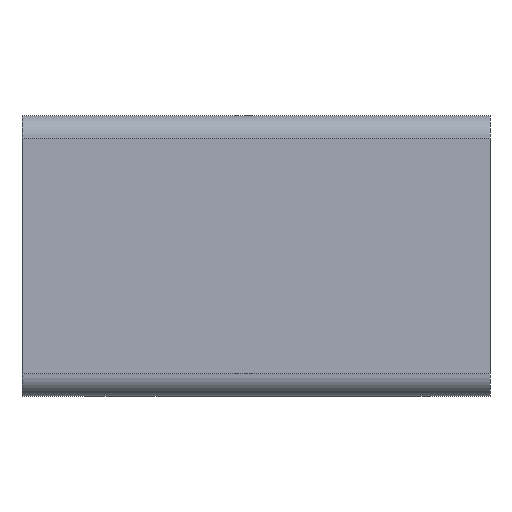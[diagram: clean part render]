
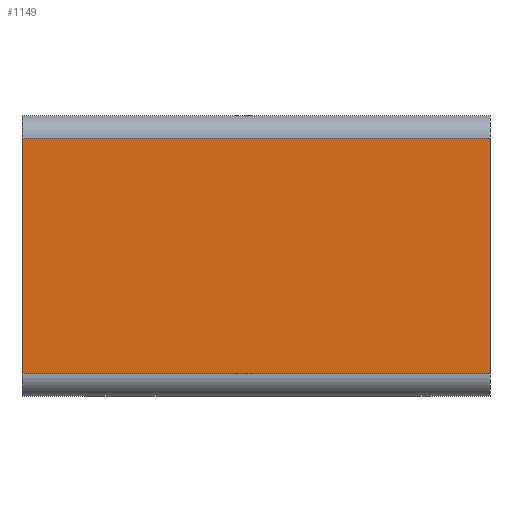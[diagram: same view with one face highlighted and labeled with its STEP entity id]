
A CAD part, front view. The second image highlights one B-rep face of the part: STEP entity #1149.
In plain terms, the highlighted planar face has unit normal (0, -1, 0).
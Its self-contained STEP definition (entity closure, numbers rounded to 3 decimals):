
#32 = PLANE('',#33);
#33 = AXIS2_PLACEMENT_3D('',#34,#35,#36);
#34 = CARTESIAN_POINT('',(-12.5,60.,0.));
#35 = DIRECTION('',(1.,0.,-0.));
#36 = DIRECTION('',(0.,-1.,0.));
#742 = VERTEX_POINT('',#743);
#743 = CARTESIAN_POINT('',(-12.5,-62.,13.8));
#762 = CYLINDRICAL_SURFACE('',#763,1.2);
#763 = AXIS2_PLACEMENT_3D('',#764,#765,#766);
#764 = CARTESIAN_POINT('',(-12.5,-60.8,13.8));
#765 = DIRECTION('',(1.,0.,0.));
#766 = DIRECTION('',(0.,-1.,-0.));
#774 = EDGE_CURVE('',#775,#742,#777,.T.);
#775 = VERTEX_POINT('',#776);
#776 = CARTESIAN_POINT('',(-12.5,-62.,1.2));
#777 = SURFACE_CURVE('',#778,(#782,#789),.PCURVE_S1.);
#778 = LINE('',#779,#780);
#779 = CARTESIAN_POINT('',(-12.5,-62.,0.));
#780 = VECTOR('',#781,1.);
#781 = DIRECTION('',(0.,0.,1.));
#782 = PCURVE('',#32,#783);
#783 = DEFINITIONAL_REPRESENTATION('',(#784),#788);
#784 = LINE('',#785,#786);
#785 = CARTESIAN_POINT('',(122.,0.));
#786 = VECTOR('',#787,1.);
#787 = DIRECTION('',(0.,-1.));
#788 = ( GEOMETRIC_REPRESENTATION_CONTEXT(2) 
PARAMETRIC_REPRESENTATION_CONTEXT() REPRESENTATION_CONTEXT('2D SPACE',''
  ) );
#789 = PCURVE('',#790,#795);
#790 = PLANE('',#791);
#791 = AXIS2_PLACEMENT_3D('',#792,#793,#794);
#792 = CARTESIAN_POINT('',(-12.5,-62.,0.));
#793 = DIRECTION('',(0.,1.,0.));
#794 = DIRECTION('',(1.,0.,0.));
#795 = DEFINITIONAL_REPRESENTATION('',(#796),#800);
#796 = LINE('',#797,#798);
#797 = CARTESIAN_POINT('',(0.,0.));
#798 = VECTOR('',#799,1.);
#799 = DIRECTION('',(0.,-1.));
#800 = ( GEOMETRIC_REPRESENTATION_CONTEXT(2) 
PARAMETRIC_REPRESENTATION_CONTEXT() REPRESENTATION_CONTEXT('2D SPACE',''
  ) );
#823 = CYLINDRICAL_SURFACE('',#824,1.2);
#824 = AXIS2_PLACEMENT_3D('',#825,#826,#827);
#825 = CARTESIAN_POINT('',(-12.5,-60.8,1.2));
#826 = DIRECTION('',(1.,0.,0.));
#827 = DIRECTION('',(0.,0.,-1.));
#911 = PLANE('',#912);
#912 = AXIS2_PLACEMENT_3D('',#913,#914,#915);
#913 = CARTESIAN_POINT('',(12.5,-60.,0.));
#914 = DIRECTION('',(-1.,0.,0.));
#915 = DIRECTION('',(0.,1.,0.));
#1104 = EDGE_CURVE('',#775,#1105,#1107,.T.);
#1105 = VERTEX_POINT('',#1106);
#1106 = CARTESIAN_POINT('',(12.5,-62.,1.2));
#1107 = SURFACE_CURVE('',#1108,(#1112,#1119),.PCURVE_S1.);
#1108 = LINE('',#1109,#1110);
#1109 = CARTESIAN_POINT('',(-12.5,-62.,1.2));
#1110 = VECTOR('',#1111,1.);
#1111 = DIRECTION('',(1.,0.,0.));
#1112 = PCURVE('',#823,#1113);
#1113 = DEFINITIONAL_REPRESENTATION('',(#1114),#1118);
#1114 = LINE('',#1115,#1116);
#1115 = CARTESIAN_POINT('',(-1.571,0.));
#1116 = VECTOR('',#1117,1.);
#1117 = DIRECTION('',(-0.,1.));
#1118 = ( GEOMETRIC_REPRESENTATION_CONTEXT(2) 
PARAMETRIC_REPRESENTATION_CONTEXT() REPRESENTATION_CONTEXT('2D SPACE',''
  ) );
#1119 = PCURVE('',#790,#1120);
#1120 = DEFINITIONAL_REPRESENTATION('',(#1121),#1125);
#1121 = LINE('',#1122,#1123);
#1122 = CARTESIAN_POINT('',(0.,-1.2));
#1123 = VECTOR('',#1124,1.);
#1124 = DIRECTION('',(1.,0.));
#1125 = ( GEOMETRIC_REPRESENTATION_CONTEXT(2) 
PARAMETRIC_REPRESENTATION_CONTEXT() REPRESENTATION_CONTEXT('2D SPACE',''
  ) );
#1149 = ADVANCED_FACE('',(#1150),#790,.F.);
#1150 = FACE_BOUND('',#1151,.F.);
#1151 = EDGE_LOOP('',(#1152,#1153,#1176,#1197));
#1152 = ORIENTED_EDGE('',*,*,#774,.T.);
#1153 = ORIENTED_EDGE('',*,*,#1154,.T.);
#1154 = EDGE_CURVE('',#742,#1155,#1157,.T.);
#1155 = VERTEX_POINT('',#1156);
#1156 = CARTESIAN_POINT('',(12.5,-62.,13.8));
#1157 = SURFACE_CURVE('',#1158,(#1162,#1169),.PCURVE_S1.);
#1158 = LINE('',#1159,#1160);
#1159 = CARTESIAN_POINT('',(-12.5,-62.,13.8));
#1160 = VECTOR('',#1161,1.);
#1161 = DIRECTION('',(1.,0.,0.));
#1162 = PCURVE('',#790,#1163);
#1163 = DEFINITIONAL_REPRESENTATION('',(#1164),#1168);
#1164 = LINE('',#1165,#1166);
#1165 = CARTESIAN_POINT('',(0.,-13.8));
#1166 = VECTOR('',#1167,1.);
#1167 = DIRECTION('',(1.,0.));
#1168 = ( GEOMETRIC_REPRESENTATION_CONTEXT(2) 
PARAMETRIC_REPRESENTATION_CONTEXT() REPRESENTATION_CONTEXT('2D SPACE',''
  ) );
#1169 = PCURVE('',#762,#1170);
#1170 = DEFINITIONAL_REPRESENTATION('',(#1171),#1175);
#1171 = LINE('',#1172,#1173);
#1172 = CARTESIAN_POINT('',(-0.,0.));
#1173 = VECTOR('',#1174,1.);
#1174 = DIRECTION('',(-0.,1.));
#1175 = ( GEOMETRIC_REPRESENTATION_CONTEXT(2) 
PARAMETRIC_REPRESENTATION_CONTEXT() REPRESENTATION_CONTEXT('2D SPACE',''
  ) );
#1176 = ORIENTED_EDGE('',*,*,#1177,.F.);
#1177 = EDGE_CURVE('',#1105,#1155,#1178,.T.);
#1178 = SURFACE_CURVE('',#1179,(#1183,#1190),.PCURVE_S1.);
#1179 = LINE('',#1180,#1181);
#1180 = CARTESIAN_POINT('',(12.5,-62.,0.));
#1181 = VECTOR('',#1182,1.);
#1182 = DIRECTION('',(0.,0.,1.));
#1183 = PCURVE('',#790,#1184);
#1184 = DEFINITIONAL_REPRESENTATION('',(#1185),#1189);
#1185 = LINE('',#1186,#1187);
#1186 = CARTESIAN_POINT('',(25.,0.));
#1187 = VECTOR('',#1188,1.);
#1188 = DIRECTION('',(0.,-1.));
#1189 = ( GEOMETRIC_REPRESENTATION_CONTEXT(2) 
PARAMETRIC_REPRESENTATION_CONTEXT() REPRESENTATION_CONTEXT('2D SPACE',''
  ) );
#1190 = PCURVE('',#911,#1191);
#1191 = DEFINITIONAL_REPRESENTATION('',(#1192),#1196);
#1192 = LINE('',#1193,#1194);
#1193 = CARTESIAN_POINT('',(-2.,0.));
#1194 = VECTOR('',#1195,1.);
#1195 = DIRECTION('',(0.,-1.));
#1196 = ( GEOMETRIC_REPRESENTATION_CONTEXT(2) 
PARAMETRIC_REPRESENTATION_CONTEXT() REPRESENTATION_CONTEXT('2D SPACE',''
  ) );
#1197 = ORIENTED_EDGE('',*,*,#1104,.F.);
